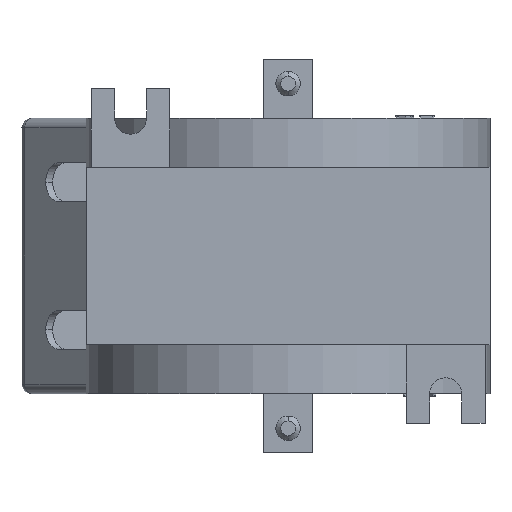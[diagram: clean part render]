
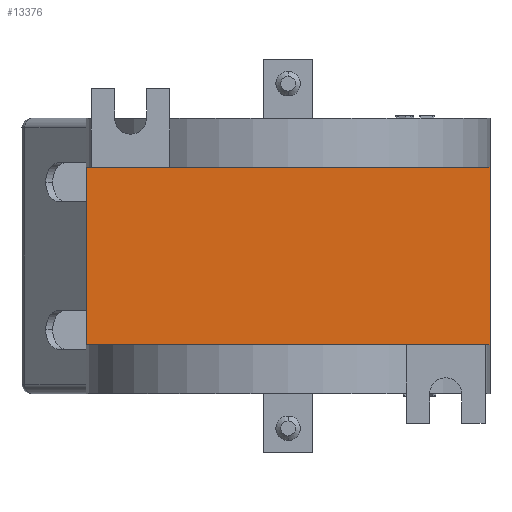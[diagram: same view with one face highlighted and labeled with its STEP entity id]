
A CAD part, front view. The second image highlights one B-rep face of the part: STEP entity #13376.
In plain terms, the highlighted planar face has unit normal (0, -1, 0).
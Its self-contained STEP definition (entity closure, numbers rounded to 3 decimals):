
#692 = VERTEX_POINT ( 'NONE', #3642 ) ;
#788 = EDGE_CURVE ( 'NONE', #692, #2625, #18200, .T. ) ;
#791 = VERTEX_POINT ( 'NONE', #16692 ) ;
#1824 = CARTESIAN_POINT ( 'NONE',  ( 45.931, 7.319, 85.186 ) ) ;
#1833 = ORIENTED_EDGE ( 'NONE', *, *, #6934, .T. ) ;
#2007 = PLANE ( 'NONE',  #14277 ) ;
#2027 = VERTEX_POINT ( 'NONE', #18583 ) ;
#2625 = VERTEX_POINT ( 'NONE', #6615 ) ;
#2654 = VECTOR ( 'NONE', #7846, 1000. ) ;
#3642 = CARTESIAN_POINT ( 'NONE',  ( -36.069, 7.319, 121.186 ) ) ;
#4331 = EDGE_CURVE ( 'NONE', #2027, #791, #5305, .T. ) ;
#4598 = CARTESIAN_POINT ( 'NONE',  ( -36.069, 7.319, 121.186 ) ) ;
#4689 = LINE ( 'NONE', #10725, #16417 ) ;
#5162 = DIRECTION ( 'NONE',  ( 0., 1., 0. ) ) ;
#5305 = LINE ( 'NONE', #11346, #17418 ) ;
#6615 = CARTESIAN_POINT ( 'NONE',  ( -36.069, 7.319, 85.186 ) ) ;
#6934 = EDGE_CURVE ( 'NONE', #2625, #2027, #15396, .T. ) ;
#7473 = ORIENTED_EDGE ( 'NONE', *, *, #788, .T. ) ;
#7810 = ORIENTED_EDGE ( 'NONE', *, *, #7844, .T. ) ;
#7844 = EDGE_CURVE ( 'NONE', #791, #692, #4689, .T. ) ;
#7846 = DIRECTION ( 'NONE',  ( 1., 0., 0. ) ) ;
#9375 = ORIENTED_EDGE ( 'NONE', *, *, #4331, .T. ) ;
#10640 = DIRECTION ( 'NONE',  ( 0., 0., -1. ) ) ;
#10725 = CARTESIAN_POINT ( 'NONE',  ( 45.931, 7.319, 121.186 ) ) ;
#11207 = DIRECTION ( 'NONE',  ( -1., 0., 0. ) ) ;
#11346 = CARTESIAN_POINT ( 'NONE',  ( 45.931, 7.319, 121.186 ) ) ;
#13376 = ADVANCED_FACE ( 'NONE', ( #15572 ), #2007, .F. ) ;
#14277 = AXIS2_PLACEMENT_3D ( 'NONE', #18764, #5162, #11207 ) ;
#15396 = LINE ( 'NONE', #1824, #2654 ) ;
#15572 = FACE_OUTER_BOUND ( 'NONE', #18588, .T. ) ;
#16333 = VECTOR ( 'NONE', #10640, 1000. ) ;
#16417 = VECTOR ( 'NONE', #16793, 1000. ) ;
#16692 = CARTESIAN_POINT ( 'NONE',  ( 45.931, 7.319, 121.186 ) ) ;
#16793 = DIRECTION ( 'NONE',  ( -1., 0., 0. ) ) ;
#17403 = DIRECTION ( 'NONE',  ( 0., 0., 1. ) ) ;
#17418 = VECTOR ( 'NONE', #17403, 1000. ) ;
#18200 = LINE ( 'NONE', #4598, #16333 ) ;
#18583 = CARTESIAN_POINT ( 'NONE',  ( 45.931, 7.319, 85.186 ) ) ;
#18588 = EDGE_LOOP ( 'NONE', ( #9375, #7810, #7473, #1833 ) ) ;
#18764 = CARTESIAN_POINT ( 'NONE',  ( 4.931, 7.319, 103.186 ) ) ;
